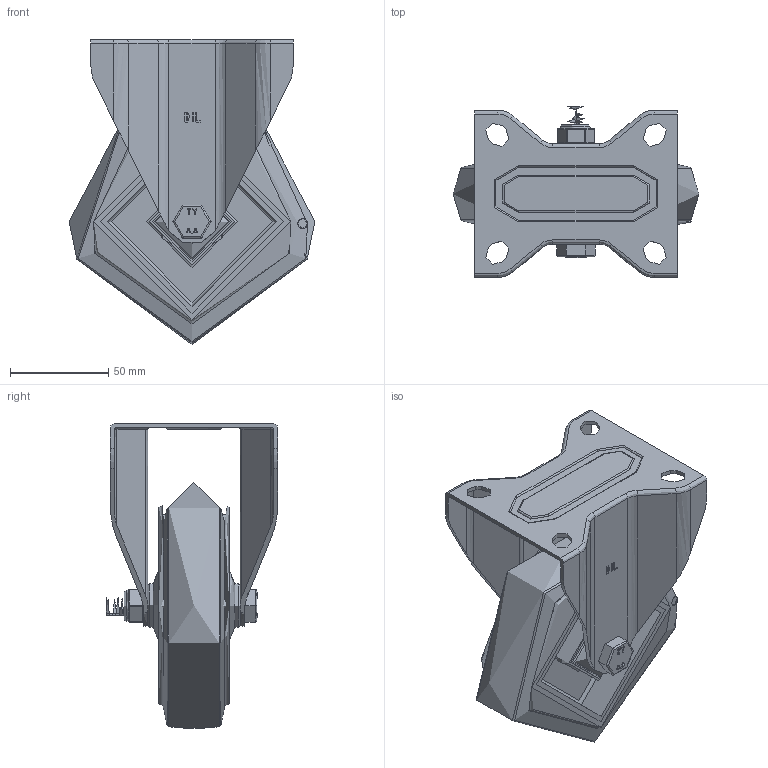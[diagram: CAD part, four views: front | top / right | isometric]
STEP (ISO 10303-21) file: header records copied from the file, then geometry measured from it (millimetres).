
FILE_DESCRIPTION(/* description */ ('','CAx-IF Rec.Pracs.---Representation and Presentation of Product Manufacturing Information (PMI)---4.0---2014-10-13'),/* implementation_level */ '2;1');
FILE_NAME(/* name */ 'BZMMF125RNBJEC.step',/* time_stamp */ '2025-01-07T11:34:29Z',/* author */ (''),/* organization */ (''),/* preprocessor_version */ 'ST-DEVELOPER v20',/* originating_system */ 'Autodesk Translation Framework v13.20.0.188',/* authorisation */ '');
FILE_SCHEMA (('AP242_MANAGED_MODEL_BASED_3D_ENGINEERING_MIM_LF { 1 0 10303 442 1 1 4 }'));
Length unit declared in the file: millimetre
Products named in the file (29): BZMMF125RNBJEC; BZMH125WRNBJM10EC v1; BZMM125WRNBJEC; 65 SHORE A ELASTIC RUBBER TYRE; 65 SHORE A ELASTIC RUBBER TYRE Geometry; EC SPOT; NYLON RIM; BEARING 6202; METAL; METAL2; Pattern; Component1; MIDDLE; RUBBER; RUBBER2; HUBCAPM10X47RNEC; HUB CAP; HUBCAPM10X47RNEC (1); HUB CAP (1); HUB CAP Geometry; SPOT; BZMMF125AS - 47 v2; ZINC PLATED, PRESSED STEEL BRACKET (1); HEXBOLTM10X70Z8.8 v2; GRADE 8.8 THREADED ZINC PLATED BOLT; NYLOCM10Z v1; NYLOC NUT; RUBBER (1); NUT
Assembly tree (37 placements, depth 6):
  BZMMF125RNBJEC
    BZMH125WRNBJM10EC v1
      BZMM125WRNBJEC
        65 SHORE A ELASTIC RUBBER TYRE
          65 SHORE A ELASTIC RUBBER TYRE Geometry
          EC SPOT
        NYLON RIM
        BEARING 6202
          METAL
          METAL2
          Pattern
            Component1  x8
          MIDDLE
          RUBBER
          RUBBER2
      HUBCAPM10X47RNEC
        HUB CAP
          HUB CAP Geometry
          SPOT
      HUBCAPM10X47RNEC (1)
        HUB CAP (1)
          HUB CAP Geometry
          SPOT
    BZMMF125AS - 47 v2
      ZINC PLATED, PRESSED STEEL BRACKET (1)
    HEXBOLTM10X70Z8.8 v2
      GRADE 8.8 THREADED ZINC PLATED BOLT
    NYLOCM10Z v1
      NYLOC NUT
        RUBBER (1)
        NUT
Bounding box: 125 x 87 x 154.9 mm (x, y, z)
Volume: 304474 mm3; surface area: 143349.6 mm2
Topology: 24 solids, 24 shells, 776 faces, 1868 edges, 1211 vertices
Faces by surface type: plane 292, cylinder 205, bspline 193, torus 39, sphere 36, cone 11
Full cylindrical faces by diameter (mm): 4 x4, 5 x2, 8.141 x18, 9.85 x19, 10 x3, 10.2 x4, 12 x2, 14.9 x2, 15 x1, 16 x2, 18 x1, 19.5 x2, 20 x4, 22 x2, 22.5 x2, 23 x2, 25.5 x2, 28 x2, 30 x4, 30.5 x2, 31 x4, 32 x3, 34.5 x2, 35 x2, 36.25 x2, 38.25 x2, 40.5 x2, 43.5 x2, 86 x2, 93 x2
Entity records: 30119 total; most frequent: CARTESIAN_POINT 13002, ORIENTED_EDGE 3572, DIRECTION 2973, EDGE_CURVE 1786, VERTEX_POINT 1171, AXIS2_PLACEMENT_3D 1081, EDGE_LOOP 891, LINE 811
